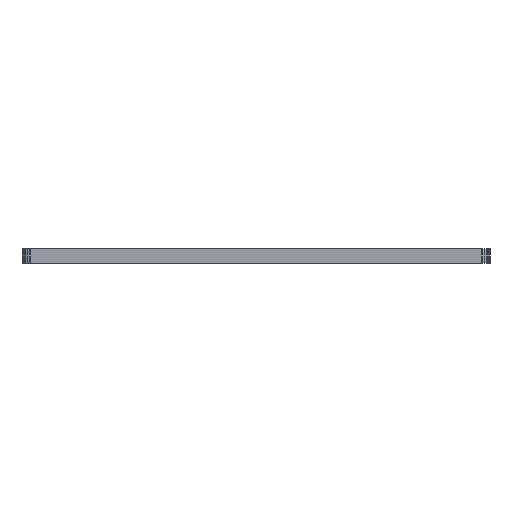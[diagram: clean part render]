
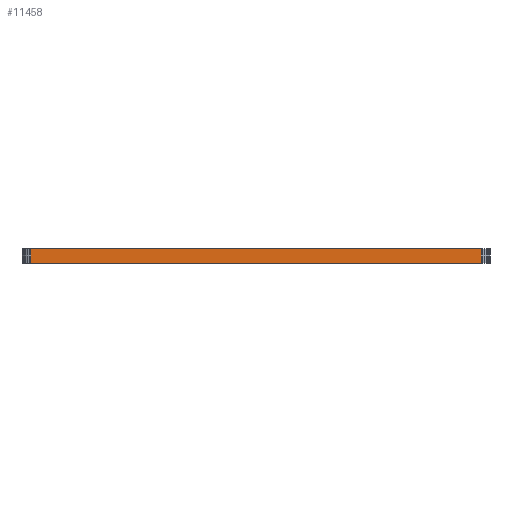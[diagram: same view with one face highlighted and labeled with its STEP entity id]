
A CAD part, left-side view. The second image highlights one B-rep face of the part: STEP entity #11458.
In plain terms, the highlighted planar face has unit normal (-1, 0, 0).
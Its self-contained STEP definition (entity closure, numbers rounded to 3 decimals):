
#90 = PLANE('',#91);
#91 = AXIS2_PLACEMENT_3D('',#92,#93,#94);
#92 = CARTESIAN_POINT('',(140.201,-105.092,1.6));
#93 = DIRECTION('',(-0.,-0.,-1.));
#94 = DIRECTION('',(-1.,0.,0.));
#144 = PLANE('',#145);
#145 = AXIS2_PLACEMENT_3D('',#146,#147,#148);
#146 = CARTESIAN_POINT('',(140.201,-105.092,0.));
#147 = DIRECTION('',(-0.,-0.,-1.));
#148 = DIRECTION('',(-1.,0.,0.));
#841 = VERTEX_POINT('',#842);
#842 = CARTESIAN_POINT('',(98.971,-130.674,0.));
#856 = PLANE('',#857);
#857 = AXIS2_PLACEMENT_3D('',#858,#859,#860);
#858 = CARTESIAN_POINT('',(98.99,-130.869,0.));
#859 = DIRECTION('',(-0.995,-0.098,0.));
#860 = DIRECTION('',(-0.098,0.995,0.));
#868 = EDGE_CURVE('',#841,#869,#871,.T.);
#869 = VERTEX_POINT('',#870);
#870 = CARTESIAN_POINT('',(98.971,-79.334,0.));
#871 = SURFACE_CURVE('',#872,(#876,#883),.PCURVE_S1.);
#872 = LINE('',#873,#874);
#873 = CARTESIAN_POINT('',(98.971,-130.674,0.));
#874 = VECTOR('',#875,1.);
#875 = DIRECTION('',(0.,1.,0.));
#876 = PCURVE('',#144,#877);
#877 = DEFINITIONAL_REPRESENTATION('',(#878),#882);
#878 = LINE('',#879,#880);
#879 = CARTESIAN_POINT('',(41.23,-25.582));
#880 = VECTOR('',#881,1.);
#881 = DIRECTION('',(0.,1.));
#882 = ( GEOMETRIC_REPRESENTATION_CONTEXT(2) 
PARAMETRIC_REPRESENTATION_CONTEXT() REPRESENTATION_CONTEXT('2D SPACE',''
  ) );
#883 = PCURVE('',#884,#889);
#884 = PLANE('',#885);
#885 = AXIS2_PLACEMENT_3D('',#886,#887,#888);
#886 = CARTESIAN_POINT('',(98.971,-130.674,0.));
#887 = DIRECTION('',(-1.,0.,0.));
#888 = DIRECTION('',(0.,1.,0.));
#889 = DEFINITIONAL_REPRESENTATION('',(#890),#894);
#890 = LINE('',#891,#892);
#891 = CARTESIAN_POINT('',(0.,0.));
#892 = VECTOR('',#893,1.);
#893 = DIRECTION('',(1.,0.));
#894 = ( GEOMETRIC_REPRESENTATION_CONTEXT(2) 
PARAMETRIC_REPRESENTATION_CONTEXT() REPRESENTATION_CONTEXT('2D SPACE',''
  ) );
#912 = PLANE('',#913);
#913 = AXIS2_PLACEMENT_3D('',#914,#915,#916);
#914 = CARTESIAN_POINT('',(98.971,-79.334,0.));
#915 = DIRECTION('',(-0.995,0.098,0.));
#916 = DIRECTION('',(0.098,0.995,0.));
#6556 = VERTEX_POINT('',#6557);
#6557 = CARTESIAN_POINT('',(98.971,-130.674,1.6));
#6578 = EDGE_CURVE('',#6556,#6579,#6581,.T.);
#6579 = VERTEX_POINT('',#6580);
#6580 = CARTESIAN_POINT('',(98.971,-79.334,1.6));
#6581 = SURFACE_CURVE('',#6582,(#6586,#6593),.PCURVE_S1.);
#6582 = LINE('',#6583,#6584);
#6583 = CARTESIAN_POINT('',(98.971,-130.674,1.6));
#6584 = VECTOR('',#6585,1.);
#6585 = DIRECTION('',(0.,1.,0.));
#6586 = PCURVE('',#90,#6587);
#6587 = DEFINITIONAL_REPRESENTATION('',(#6588),#6592);
#6588 = LINE('',#6589,#6590);
#6589 = CARTESIAN_POINT('',(41.23,-25.582));
#6590 = VECTOR('',#6591,1.);
#6591 = DIRECTION('',(0.,1.));
#6592 = ( GEOMETRIC_REPRESENTATION_CONTEXT(2) 
PARAMETRIC_REPRESENTATION_CONTEXT() REPRESENTATION_CONTEXT('2D SPACE',''
  ) );
#6593 = PCURVE('',#884,#6594);
#6594 = DEFINITIONAL_REPRESENTATION('',(#6595),#6599);
#6595 = LINE('',#6596,#6597);
#6596 = CARTESIAN_POINT('',(0.,-1.6));
#6597 = VECTOR('',#6598,1.);
#6598 = DIRECTION('',(1.,0.));
#6599 = ( GEOMETRIC_REPRESENTATION_CONTEXT(2) 
PARAMETRIC_REPRESENTATION_CONTEXT() REPRESENTATION_CONTEXT('2D SPACE',''
  ) );
#11408 = EDGE_CURVE('',#869,#6579,#11409,.T.);
#11409 = SURFACE_CURVE('',#11410,(#11414,#11421),.PCURVE_S1.);
#11410 = LINE('',#11411,#11412);
#11411 = CARTESIAN_POINT('',(98.971,-79.334,0.));
#11412 = VECTOR('',#11413,1.);
#11413 = DIRECTION('',(0.,0.,1.));
#11414 = PCURVE('',#912,#11415);
#11415 = DEFINITIONAL_REPRESENTATION('',(#11416),#11420);
#11416 = LINE('',#11417,#11418);
#11417 = CARTESIAN_POINT('',(0.,0.));
#11418 = VECTOR('',#11419,1.);
#11419 = DIRECTION('',(0.,-1.));
#11420 = ( GEOMETRIC_REPRESENTATION_CONTEXT(2) 
PARAMETRIC_REPRESENTATION_CONTEXT() REPRESENTATION_CONTEXT('2D SPACE',''
  ) );
#11421 = PCURVE('',#884,#11422);
#11422 = DEFINITIONAL_REPRESENTATION('',(#11423),#11427);
#11423 = LINE('',#11424,#11425);
#11424 = CARTESIAN_POINT('',(51.34,0.));
#11425 = VECTOR('',#11426,1.);
#11426 = DIRECTION('',(0.,-1.));
#11427 = ( GEOMETRIC_REPRESENTATION_CONTEXT(2) 
PARAMETRIC_REPRESENTATION_CONTEXT() REPRESENTATION_CONTEXT('2D SPACE',''
  ) );
#11458 = ADVANCED_FACE('',(#11459),#884,.T.);
#11459 = FACE_BOUND('',#11460,.T.);
#11460 = EDGE_LOOP('',(#11461,#11482,#11483,#11484));
#11461 = ORIENTED_EDGE('',*,*,#11462,.T.);
#11462 = EDGE_CURVE('',#841,#6556,#11463,.T.);
#11463 = SURFACE_CURVE('',#11464,(#11468,#11475),.PCURVE_S1.);
#11464 = LINE('',#11465,#11466);
#11465 = CARTESIAN_POINT('',(98.971,-130.674,0.));
#11466 = VECTOR('',#11467,1.);
#11467 = DIRECTION('',(0.,0.,1.));
#11468 = PCURVE('',#884,#11469);
#11469 = DEFINITIONAL_REPRESENTATION('',(#11470),#11474);
#11470 = LINE('',#11471,#11472);
#11471 = CARTESIAN_POINT('',(0.,0.));
#11472 = VECTOR('',#11473,1.);
#11473 = DIRECTION('',(0.,-1.));
#11474 = ( GEOMETRIC_REPRESENTATION_CONTEXT(2) 
PARAMETRIC_REPRESENTATION_CONTEXT() REPRESENTATION_CONTEXT('2D SPACE',''
  ) );
#11475 = PCURVE('',#856,#11476);
#11476 = DEFINITIONAL_REPRESENTATION('',(#11477),#11481);
#11477 = LINE('',#11478,#11479);
#11478 = CARTESIAN_POINT('',(0.196,0.));
#11479 = VECTOR('',#11480,1.);
#11480 = DIRECTION('',(0.,-1.));
#11481 = ( GEOMETRIC_REPRESENTATION_CONTEXT(2) 
PARAMETRIC_REPRESENTATION_CONTEXT() REPRESENTATION_CONTEXT('2D SPACE',''
  ) );
#11482 = ORIENTED_EDGE('',*,*,#6578,.T.);
#11483 = ORIENTED_EDGE('',*,*,#11408,.F.);
#11484 = ORIENTED_EDGE('',*,*,#868,.F.);
